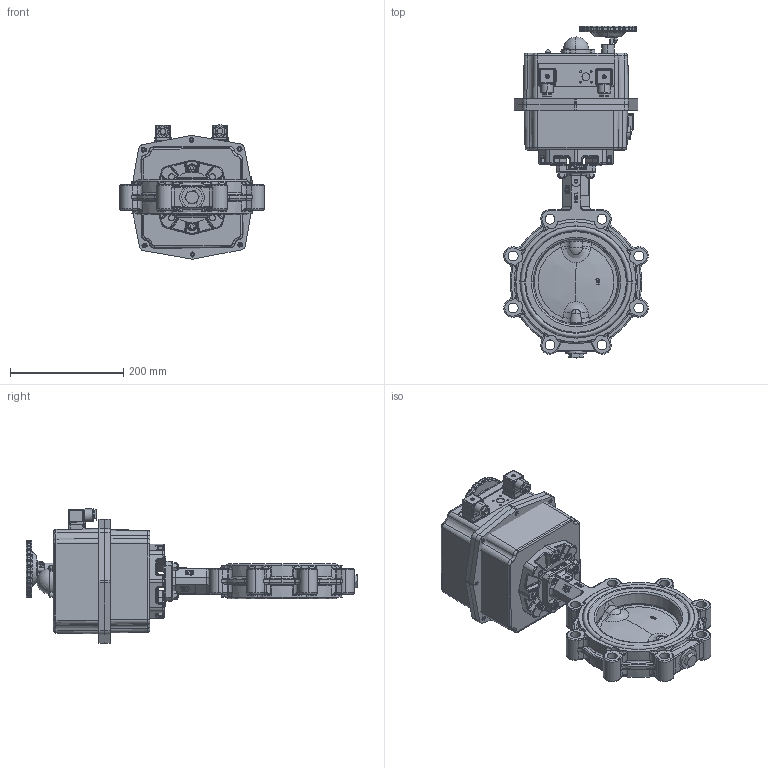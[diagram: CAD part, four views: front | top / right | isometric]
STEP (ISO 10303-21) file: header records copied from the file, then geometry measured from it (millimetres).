
FILE_DESCRIPTION (( 'STEP AP203' ), '1' );
FILE_NAME ('AKE02_DN150.STEP', '2022-10-25T12:30:35', ( '' ), ( '' ), 'SwSTEP 2.0', 'SolidWorks 2021', '' );
FILE_SCHEMA (( 'CONFIG_CONTROL_DESIGN' ));
Products named in the file (1): AKE02_DN150
Bounding box: 254.93 x 585.5 x 236.88 mm (x, y, z)
Surface area: 497405.8 mm2 (no closed solid volume)
Topology: 0 solids, 122 shells, 2150 faces, 7149 edges, 4971 vertices
Faces by surface type: cylinder 910, plane 544, torus 397, bspline 130, cone 123, sphere 46
Entity records: 97840 total; most frequent: CARTESIAN_POINT 37167, DIRECTION 13095, ORIENTED_EDGE 11522, EDGE_CURVE 7085, AXIS2_PLACEMENT_3D 5129, VERTEX_POINT 4960, CIRCLE 3108, VECTOR 2837
